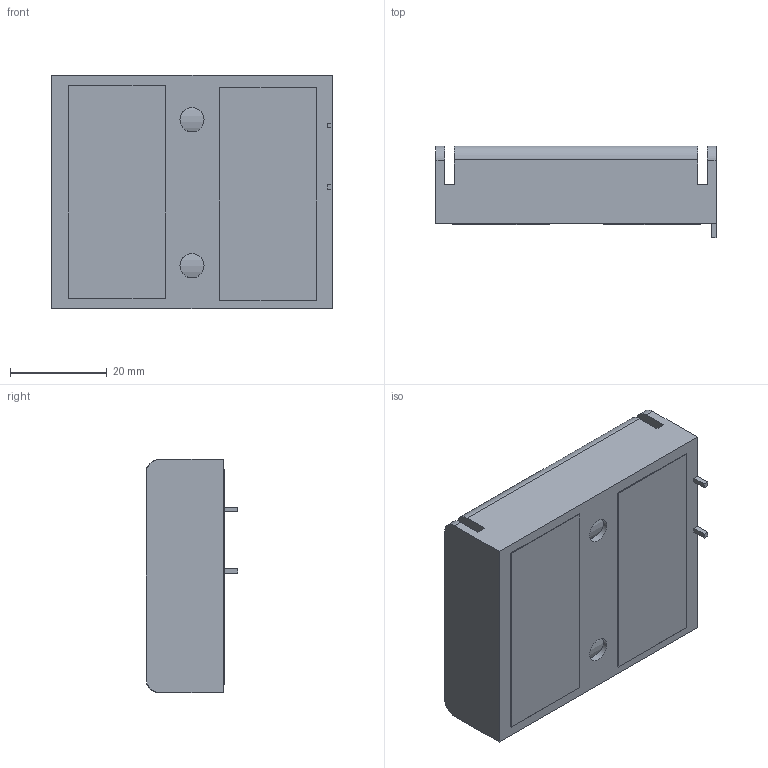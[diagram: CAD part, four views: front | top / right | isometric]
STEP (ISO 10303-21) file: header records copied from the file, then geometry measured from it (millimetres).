
FILE_DESCRIPTION(/* description */ (''),/* implementation_level */ '2;1');
FILE_NAME(/* name */ 'battery holder.stp',/* time_stamp */ '2024-05-17T10:09:43+07:00',/* author */ ('td-409'),/* organization */ (''),/* preprocessor_version */ 'ST-DEVELOPER v16.1',/* originating_system */ 'Autodesk Inventor 2016',/* authorisation */ '');
FILE_SCHEMA (('AUTOMOTIVE_DESIGN { 1 0 10303 214 3 1 1 }'));
Length unit declared in the file: millimetre
Products named in the file (4): CBCXXXXXX-FS SOUND CELL HOLDER_2nd Concept; TEG001_Battery Energizer - MT606G_R00_2nd Concept; Call point Double Side tape 20mm x 44mm; FS Call Point PCB Assy 2024-05-17
Assembly tree (6 placements, depth 2):
  FS Call Point PCB Assy 2024-05-17
    CBCXXXXXX-FS SOUND CELL HOLDER_2nd Concept
    TEG001_Battery Energizer - MT606G_R00_2nd Concept  x3
    Call point Double Side tape 20mm x 44mm  x2
Bounding box: 58 x 19 x 48.3 mm (x, y, z)
Volume: 35738.1 mm3; surface area: 23197.9 mm2
Topology: 6 solids, 6 shells, 160 faces, 373 edges, 243 vertices
Faces by surface type: plane 113, cylinder 29, torus 18
Full cylindrical faces by diameter (mm): 3.2 x3, 4 x3, 5 x5, 7.72 x3, 9.1 x3, 14.1 x3
Entity records: 3599 total; most frequent: CARTESIAN_POINT 668, DIRECTION 572, ORIENTED_EDGE 562, EDGE_CURVE 281, LINE 242, VECTOR 242, VERTEX_POINT 193, AXIS2_PLACEMENT_3D 165
